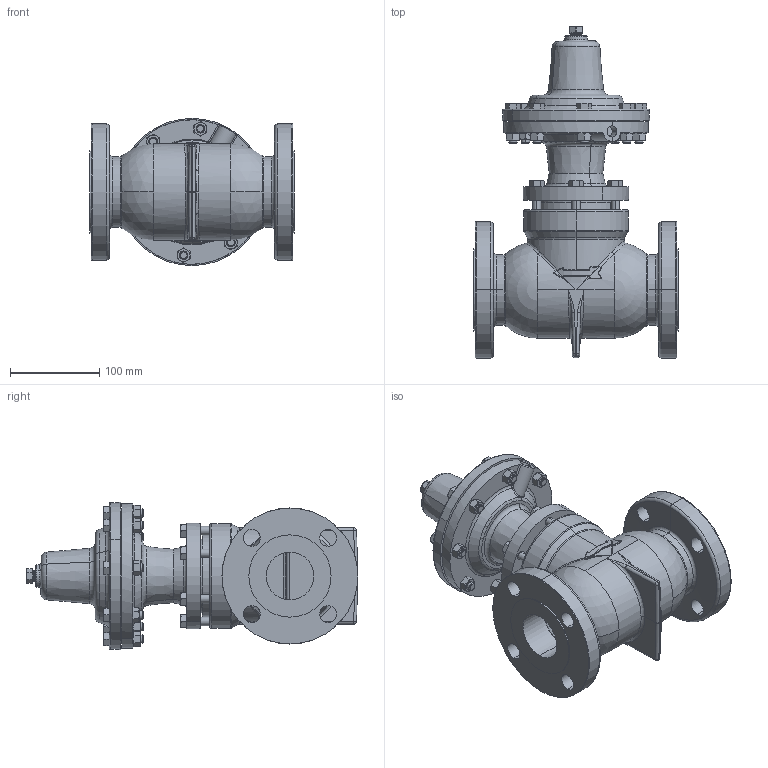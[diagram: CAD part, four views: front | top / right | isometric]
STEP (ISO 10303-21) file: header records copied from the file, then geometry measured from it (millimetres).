
FILE_DESCRIPTION (( 'STEP AP203' ), '1' );
FILE_NAME ('2 INCH 225 SMT PBT PO (EMT).STEP', '2017-11-30T13:28:18', ( '' ), ( '' ), 'SwSTEP 2.0', 'SolidWorks 2016', '' );
FILE_SCHEMA (( 'CONFIG_CONTROL_DESIGN' ));
Length unit declared in the file: inch
Products named in the file (1): 2 INCH 225 SMT PBT PO (EMT)
Bounding box: 228.6 x 371.83 x 164.93 mm (x, y, z)
Volume: 3024879.7 mm3; surface area: 388345.3 mm2
Topology: 1 solids, 1 shells, 1484 faces, 3726 edges, 2307 vertices
Faces by surface type: plane 537, bspline 328, cylinder 282, cone 230, torus 83, sphere 24
Entity records: 60973 total; most frequent: CARTESIAN_POINT 29120, ORIENTED_EDGE 7392, DIRECTION 5541, EDGE_CURVE 3696, VERTEX_POINT 2305, AXIS2_PLACEMENT_3D 2169, EDGE_LOOP 1619, FACE_OUTER_BOUND 1484
